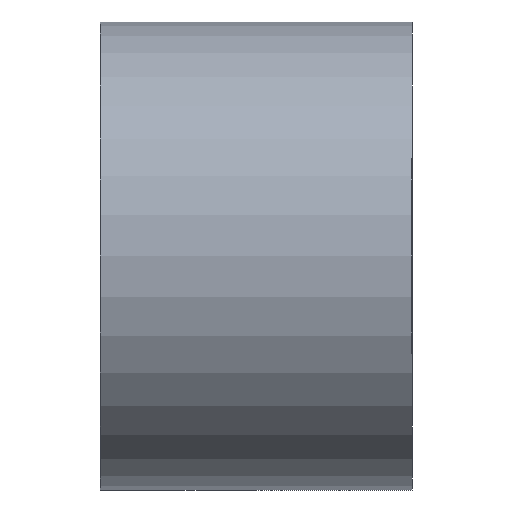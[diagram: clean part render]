
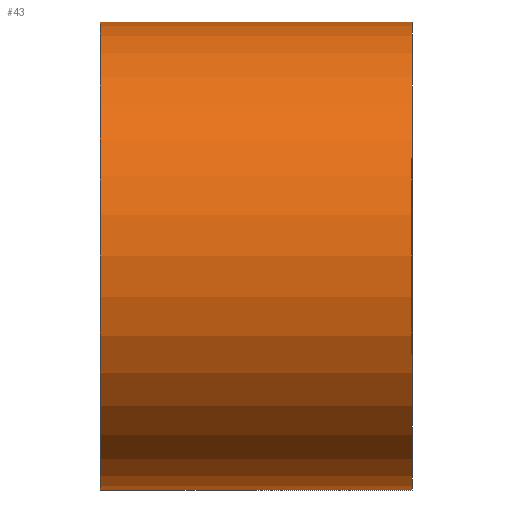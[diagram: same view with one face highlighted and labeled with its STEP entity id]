
A CAD part, left-side view. The second image highlights one B-rep face of the part: STEP entity #43.
In plain terms, the highlighted cylindrical face has radius 3 mm (diameter 6 mm), a partial arc.
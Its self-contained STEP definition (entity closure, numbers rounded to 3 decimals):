
#1 = CARTESIAN_POINT ( 'NONE',  ( 0., 0., -3. ) ) ;
#6 = FACE_OUTER_BOUND ( 'NONE', #56, .T. ) ;
#13 = VERTEX_POINT ( 'NONE', #1 ) ;
#18 = CARTESIAN_POINT ( 'NONE',  ( 0., 4., -3. ) ) ;
#20 = VERTEX_POINT ( 'NONE', #226 ) ;
#21 = DIRECTION ( 'NONE',  ( 0., -1., 0. ) ) ;
#41 = VECTOR ( 'NONE', #120, 1000. ) ;
#43 = ADVANCED_FACE ( 'NONE', ( #6 ), #204, .T. ) ;
#56 = EDGE_LOOP ( 'NONE', ( #191, #64, #243, #223 ) ) ;
#64 = ORIENTED_EDGE ( 'NONE', *, *, #227, .F. ) ;
#68 = CARTESIAN_POINT ( 'NONE',  ( 0., 4., -3. ) ) ;
#69 = EDGE_CURVE ( 'NONE', #157, #13, #77, .T. ) ;
#77 = LINE ( 'NONE', #18, #97 ) ;
#79 = CARTESIAN_POINT ( 'NONE',  ( 0., 4., 3. ) ) ;
#82 = DIRECTION ( 'NONE',  ( 0., 0., 1. ) ) ;
#87 = AXIS2_PLACEMENT_3D ( 'NONE', #184, #219, #82 ) ;
#89 = DIRECTION ( 'NONE',  ( 0., -1., 0. ) ) ;
#97 = VECTOR ( 'NONE', #89, 1000. ) ;
#102 = CIRCLE ( 'NONE', #87, 3. ) ;
#120 = DIRECTION ( 'NONE',  ( 0., -1., 0. ) ) ;
#124 = DIRECTION ( 'NONE',  ( 0., 1., 0. ) ) ;
#128 = AXIS2_PLACEMENT_3D ( 'NONE', #159, #21, #177 ) ;
#133 = EDGE_CURVE ( 'NONE', #20, #165, #143, .T. ) ;
#143 = LINE ( 'NONE', #79, #41 ) ;
#148 = CARTESIAN_POINT ( 'NONE',  ( 0., 4., 0. ) ) ;
#150 = CARTESIAN_POINT ( 'NONE',  ( 0., 0., 3. ) ) ;
#157 = VERTEX_POINT ( 'NONE', #68 ) ;
#159 = CARTESIAN_POINT ( 'NONE',  ( 0., 4., 0. ) ) ;
#165 = VERTEX_POINT ( 'NONE', #150 ) ;
#177 = DIRECTION ( 'NONE',  ( 0., 0., -1. ) ) ;
#184 = CARTESIAN_POINT ( 'NONE',  ( 0., 0., 0. ) ) ;
#185 = EDGE_CURVE ( 'NONE', #13, #165, #102, .T. ) ;
#188 = AXIS2_PLACEMENT_3D ( 'NONE', #148, #124, #238 ) ;
#191 = ORIENTED_EDGE ( 'NONE', *, *, #133, .F. ) ;
#204 = CYLINDRICAL_SURFACE ( 'NONE', #128, 3. ) ;
#214 = CIRCLE ( 'NONE', #188, 3. ) ;
#219 = DIRECTION ( 'NONE',  ( 0., 1., 0. ) ) ;
#223 = ORIENTED_EDGE ( 'NONE', *, *, #185, .T. ) ;
#226 = CARTESIAN_POINT ( 'NONE',  ( 0., 4., 3. ) ) ;
#227 = EDGE_CURVE ( 'NONE', #157, #20, #214, .T. ) ;
#238 = DIRECTION ( 'NONE',  ( 0., 0., 1. ) ) ;
#243 = ORIENTED_EDGE ( 'NONE', *, *, #69, .T. ) ;
